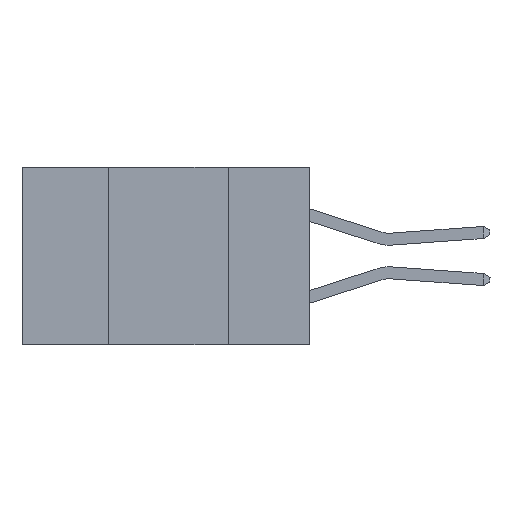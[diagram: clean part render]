
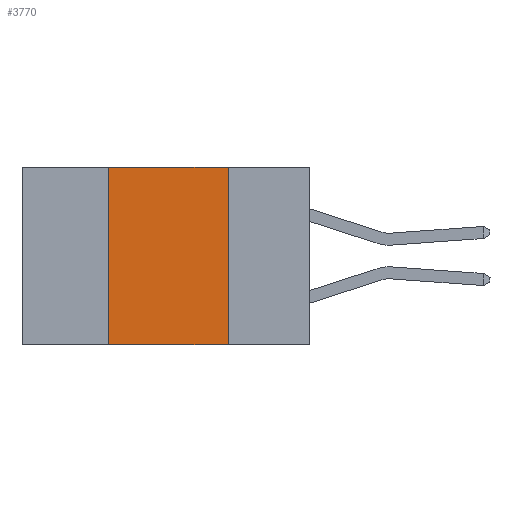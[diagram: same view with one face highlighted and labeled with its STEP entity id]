
A CAD part, left-side view. The second image highlights one B-rep face of the part: STEP entity #3770.
In plain terms, the highlighted planar face has unit normal (-1, 0, 0).
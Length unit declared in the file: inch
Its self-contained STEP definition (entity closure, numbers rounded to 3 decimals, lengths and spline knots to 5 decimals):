
#261 = VERTEX_POINT ( 'NONE', #8277 ) ;
#389 = VERTEX_POINT ( 'NONE', #555 ) ;
#485 = LINE ( 'NONE', #567, #6651 ) ;
#555 = CARTESIAN_POINT ( 'NONE',  ( 0., 0.42, 0. ) ) ;
#567 = CARTESIAN_POINT ( 'NONE',  ( 0., 0.42, 0. ) ) ;
#617 = LINE ( 'NONE', #697, #9411 ) ;
#697 = CARTESIAN_POINT ( 'NONE',  ( 0., 0.6, 0. ) ) ;
#1672 = DIRECTION ( 'NONE',  ( 0., -1., 0. ) ) ;
#1804 = LINE ( 'NONE', #5664, #5822 ) ;
#2046 = CARTESIAN_POINT ( 'NONE',  ( 0., 0.6, -0.37 ) ) ;
#2119 = EDGE_CURVE ( 'NONE', #389, #8061, #617, .T. ) ;
#2517 = ORIENTED_EDGE ( 'NONE', *, *, #2878, .T. ) ;
#2755 = EDGE_LOOP ( 'NONE', ( #7446, #6457, #8772, #2517 ) ) ;
#2778 = DIRECTION ( 'NONE',  ( 0., -1., 0. ) ) ;
#2878 = EDGE_CURVE ( 'NONE', #261, #4493, #10110, .T. ) ;
#3770 = ADVANCED_FACE ( 'NONE', ( #7031 ), #6966, .F. ) ;
#4493 = VERTEX_POINT ( 'NONE', #5761 ) ;
#4872 = CARTESIAN_POINT ( 'NONE',  ( 0., 0.17, 0. ) ) ;
#5124 = DIRECTION ( 'NONE',  ( 0., 0., 1. ) ) ;
#5298 = CARTESIAN_POINT ( 'NONE',  ( 0., 0.6, 0. ) ) ;
#5335 = DIRECTION ( 'NONE',  ( 0., 0., -1. ) ) ;
#5664 = CARTESIAN_POINT ( 'NONE',  ( 0., 0.17, 0. ) ) ;
#5761 = CARTESIAN_POINT ( 'NONE',  ( 0., 0.17, -0.37 ) ) ;
#5822 = VECTOR ( 'NONE', #8297, 39.37008 ) ;
#6457 = ORIENTED_EDGE ( 'NONE', *, *, #2119, .F. ) ;
#6651 = VECTOR ( 'NONE', #5124, 39.37008 ) ;
#6966 = PLANE ( 'NONE',  #10818 ) ;
#7031 = FACE_OUTER_BOUND ( 'NONE', #2755, .T. ) ;
#7122 = DIRECTION ( 'NONE',  ( 1., 0., 0. ) ) ;
#7446 = ORIENTED_EDGE ( 'NONE', *, *, #8903, .F. ) ;
#7776 = EDGE_CURVE ( 'NONE', #261, #389, #485, .T. ) ;
#8061 = VERTEX_POINT ( 'NONE', #4872 ) ;
#8277 = CARTESIAN_POINT ( 'NONE',  ( 0., 0.42, -0.37 ) ) ;
#8297 = DIRECTION ( 'NONE',  ( 0., 0., -1. ) ) ;
#8772 = ORIENTED_EDGE ( 'NONE', *, *, #7776, .F. ) ;
#8903 = EDGE_CURVE ( 'NONE', #8061, #4493, #1804, .T. ) ;
#9411 = VECTOR ( 'NONE', #1672, 39.37008 ) ;
#9837 = VECTOR ( 'NONE', #2778, 39.37008 ) ;
#10110 = LINE ( 'NONE', #2046, #9837 ) ;
#10818 = AXIS2_PLACEMENT_3D ( 'NONE', #5298, #7122, #5335 ) ;
